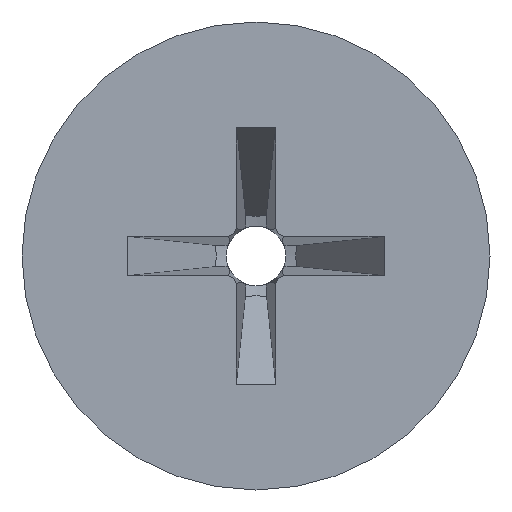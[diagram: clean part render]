
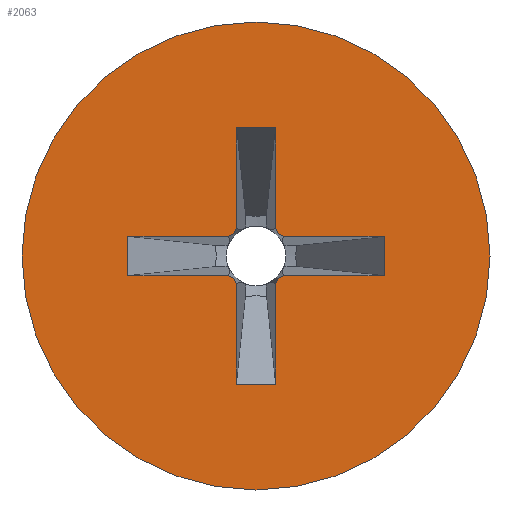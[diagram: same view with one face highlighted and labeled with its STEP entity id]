
A CAD part, left-side view. The second image highlights one B-rep face of the part: STEP entity #2063.
In plain terms, the highlighted planar face has unit normal (-1, 0, 0).
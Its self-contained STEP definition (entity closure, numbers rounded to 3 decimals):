
#115=CARTESIAN_POINT('',(0.,0.,0.));
#116=DIRECTION('',(-1.,0.,0.));
#117=DIRECTION('',(0.,1.,0.));
#118=AXIS2_PLACEMENT_3D('',#115,#116,#117);
#120=CARTESIAN_POINT('',(0.,0.,0.));
#121=DIRECTION('',(1.,0.,0.));
#122=DIRECTION('',(0.,1.,0.));
#123=AXIS2_PLACEMENT_3D('',#120,#121,#122);
#125=DIRECTION('',(0.,0.423,-0.906));
#126=VECTOR('',#125,0.102);
#127=CARTESIAN_POINT('',(0.,-0.396,-0.396));
#128=LINE('',#127,#126);
#129=DIRECTION('',(0.,0.906,-0.423));
#130=VECTOR('',#129,0.102);
#131=CARTESIAN_POINT('',(0.,-0.488,-0.353));
#132=LINE('',#131,#130);
#133=DIRECTION('',(0.,1.,0.));
#134=VECTOR('',#133,1.812);
#135=CARTESIAN_POINT('',(0.,-2.3,-0.353));
#136=LINE('',#135,#134);
#137=DIRECTION('',(0.,0.,-1.));
#138=VECTOR('',#137,0.705);
#139=CARTESIAN_POINT('',(0.,-2.3,0.353));
#140=LINE('',#139,#138);
#141=DIRECTION('',(0.,1.,0.));
#142=VECTOR('',#141,1.812);
#143=CARTESIAN_POINT('',(0.,-2.3,0.353));
#144=LINE('',#143,#142);
#145=DIRECTION('',(0.,0.906,0.423));
#146=VECTOR('',#145,0.102);
#147=CARTESIAN_POINT('',(0.,-0.488,0.353));
#148=LINE('',#147,#146);
#149=DIRECTION('',(0.,-0.423,-0.906));
#150=VECTOR('',#149,0.102);
#151=CARTESIAN_POINT('',(0.,-0.353,0.488));
#152=LINE('',#151,#150);
#153=DIRECTION('',(0.,0.,-1.));
#154=VECTOR('',#153,1.812);
#155=CARTESIAN_POINT('',(0.,-0.353,2.3));
#156=LINE('',#155,#154);
#157=DIRECTION('',(0.,1.,0.));
#158=VECTOR('',#157,0.705);
#159=CARTESIAN_POINT('',(0.,-0.353,2.3));
#160=LINE('',#159,#158);
#161=DIRECTION('',(0.,0.,-1.));
#162=VECTOR('',#161,1.812);
#163=CARTESIAN_POINT('',(0.,0.353,2.3));
#164=LINE('',#163,#162);
#165=DIRECTION('',(0.,0.423,-0.906));
#166=VECTOR('',#165,0.102);
#167=CARTESIAN_POINT('',(0.,0.353,0.488));
#168=LINE('',#167,#166);
#169=DIRECTION('',(0.,0.906,-0.423));
#170=VECTOR('',#169,0.102);
#171=CARTESIAN_POINT('',(0.,0.396,0.396));
#172=LINE('',#171,#170);
#173=DIRECTION('',(0.,1.,0.));
#174=VECTOR('',#173,1.812);
#175=CARTESIAN_POINT('',(0.,0.488,0.353));
#176=LINE('',#175,#174);
#177=DIRECTION('',(0.,0.,-1.));
#178=VECTOR('',#177,0.705);
#179=CARTESIAN_POINT('',(0.,2.3,0.353));
#180=LINE('',#179,#178);
#181=DIRECTION('',(0.,1.,0.));
#182=VECTOR('',#181,1.812);
#183=CARTESIAN_POINT('',(0.,0.488,-0.353));
#184=LINE('',#183,#182);
#185=DIRECTION('',(0.,0.906,0.423));
#186=VECTOR('',#185,0.102);
#187=CARTESIAN_POINT('',(0.,0.396,-0.396));
#188=LINE('',#187,#186);
#189=DIRECTION('',(0.,-0.423,-0.906));
#190=VECTOR('',#189,0.102);
#191=CARTESIAN_POINT('',(0.,0.396,-0.396));
#192=LINE('',#191,#190);
#193=DIRECTION('',(0.,0.,-1.));
#194=VECTOR('',#193,1.812);
#195=CARTESIAN_POINT('',(0.,0.353,-0.488));
#196=LINE('',#195,#194);
#197=DIRECTION('',(0.,1.,0.));
#198=VECTOR('',#197,0.705);
#199=CARTESIAN_POINT('',(0.,-0.353,-2.3));
#200=LINE('',#199,#198);
#201=DIRECTION('',(0.,0.,-1.));
#202=VECTOR('',#201,1.812);
#203=CARTESIAN_POINT('',(0.,-0.353,-0.488));
#204=LINE('',#203,#202);
#1895=CARTESIAN_POINT('',(0.,4.2,0.));
#1897=VERTEX_POINT('',#1895);
#1899=CARTESIAN_POINT('',(0.,-4.2,0.));
#1901=VERTEX_POINT('',#1899);
#1938=CARTESIAN_POINT('',(0.,-0.396,-0.396));
#1939=CARTESIAN_POINT('',(0.,-0.353,-0.488));
#1940=VERTEX_POINT('',#1938);
#1941=VERTEX_POINT('',#1939);
#1942=CARTESIAN_POINT('',(0.,-0.488,-0.353));
#1943=VERTEX_POINT('',#1942);
#1944=CARTESIAN_POINT('',(0.,-2.3,-0.353));
#1945=VERTEX_POINT('',#1944);
#1946=CARTESIAN_POINT('',(0.,-2.3,0.353));
#1947=VERTEX_POINT('',#1946);
#1948=CARTESIAN_POINT('',(0.,-0.488,0.353));
#1949=VERTEX_POINT('',#1948);
#1950=CARTESIAN_POINT('',(0.,-0.396,0.396));
#1951=VERTEX_POINT('',#1950);
#1952=CARTESIAN_POINT('',(0.,-0.353,0.488));
#1953=VERTEX_POINT('',#1952);
#1954=CARTESIAN_POINT('',(0.,-0.353,2.3));
#1955=VERTEX_POINT('',#1954);
#1956=CARTESIAN_POINT('',(0.,0.353,2.3));
#1957=VERTEX_POINT('',#1956);
#1958=CARTESIAN_POINT('',(0.,0.353,0.488));
#1959=VERTEX_POINT('',#1958);
#1960=CARTESIAN_POINT('',(0.,0.396,0.396));
#1961=VERTEX_POINT('',#1960);
#1962=CARTESIAN_POINT('',(0.,0.488,0.353));
#1963=VERTEX_POINT('',#1962);
#1964=CARTESIAN_POINT('',(0.,2.3,0.353));
#1965=VERTEX_POINT('',#1964);
#1966=CARTESIAN_POINT('',(0.,2.3,-0.353));
#1967=VERTEX_POINT('',#1966);
#1968=CARTESIAN_POINT('',(0.,0.488,-0.353));
#1969=VERTEX_POINT('',#1968);
#1970=CARTESIAN_POINT('',(0.,0.396,-0.396));
#1971=VERTEX_POINT('',#1970);
#1972=CARTESIAN_POINT('',(0.,0.353,-0.488));
#1973=VERTEX_POINT('',#1972);
#1974=CARTESIAN_POINT('',(0.,0.353,-2.3));
#1975=VERTEX_POINT('',#1974);
#1976=CARTESIAN_POINT('',(0.,-0.353,-2.3));
#1977=VERTEX_POINT('',#1976);
#2010=CARTESIAN_POINT('',(0.,0.,0.));
#2011=DIRECTION('',(1.,0.,0.));
#2012=DIRECTION('',(0.,-1.,0.));
#2013=AXIS2_PLACEMENT_3D('',#2010,#2011,#2012);
#2014=PLANE('',#2013);
#2016=ORIENTED_EDGE('',*,*,#2015,.F.);
#2018=ORIENTED_EDGE('',*,*,#2017,.T.);
#2019=EDGE_LOOP('',(#2016,#2018));
#2020=FACE_OUTER_BOUND('',#2019,.F.);
#2022=ORIENTED_EDGE('',*,*,#2021,.F.);
#2024=ORIENTED_EDGE('',*,*,#2023,.F.);
#2026=ORIENTED_EDGE('',*,*,#2025,.F.);
#2028=ORIENTED_EDGE('',*,*,#2027,.F.);
#2030=ORIENTED_EDGE('',*,*,#2029,.T.);
#2032=ORIENTED_EDGE('',*,*,#2031,.T.);
#2034=ORIENTED_EDGE('',*,*,#2033,.F.);
#2036=ORIENTED_EDGE('',*,*,#2035,.F.);
#2038=ORIENTED_EDGE('',*,*,#2037,.T.);
#2040=ORIENTED_EDGE('',*,*,#2039,.T.);
#2042=ORIENTED_EDGE('',*,*,#2041,.T.);
#2044=ORIENTED_EDGE('',*,*,#2043,.T.);
#2046=ORIENTED_EDGE('',*,*,#2045,.T.);
#2048=ORIENTED_EDGE('',*,*,#2047,.T.);
#2050=ORIENTED_EDGE('',*,*,#2049,.F.);
#2052=ORIENTED_EDGE('',*,*,#2051,.F.);
#2054=ORIENTED_EDGE('',*,*,#2053,.T.);
#2056=ORIENTED_EDGE('',*,*,#2055,.T.);
#2058=ORIENTED_EDGE('',*,*,#2057,.F.);
#2060=ORIENTED_EDGE('',*,*,#2059,.F.);
#2061=EDGE_LOOP('',(#2022,#2024,#2026,#2028,#2030,#2032,#2034,#2036,#2038,#2040,
#2042,#2044,#2046,#2048,#2050,#2052,#2054,#2056,#2058,#2060));
#2062=FACE_BOUND('',#2061,.F.);
#119=CIRCLE('',#118,4.2);
#124=CIRCLE('',#123,4.2);
#2015=EDGE_CURVE('',#1897,#1901,#119,.T.);
#2017=EDGE_CURVE('',#1897,#1901,#124,.T.);
#2021=EDGE_CURVE('',#1940,#1941,#128,.T.);
#2023=EDGE_CURVE('',#1943,#1940,#132,.T.);
#2025=EDGE_CURVE('',#1945,#1943,#136,.T.);
#2027=EDGE_CURVE('',#1947,#1945,#140,.T.);
#2029=EDGE_CURVE('',#1947,#1949,#144,.T.);
#2031=EDGE_CURVE('',#1949,#1951,#148,.T.);
#2033=EDGE_CURVE('',#1953,#1951,#152,.T.);
#2035=EDGE_CURVE('',#1955,#1953,#156,.T.);
#2037=EDGE_CURVE('',#1955,#1957,#160,.T.);
#2039=EDGE_CURVE('',#1957,#1959,#164,.T.);
#2041=EDGE_CURVE('',#1959,#1961,#168,.T.);
#2043=EDGE_CURVE('',#1961,#1963,#172,.T.);
#2045=EDGE_CURVE('',#1963,#1965,#176,.T.);
#2047=EDGE_CURVE('',#1965,#1967,#180,.T.);
#2049=EDGE_CURVE('',#1969,#1967,#184,.T.);
#2051=EDGE_CURVE('',#1971,#1969,#188,.T.);
#2053=EDGE_CURVE('',#1971,#1973,#192,.T.);
#2055=EDGE_CURVE('',#1973,#1975,#196,.T.);
#2057=EDGE_CURVE('',#1977,#1975,#200,.T.);
#2059=EDGE_CURVE('',#1941,#1977,#204,.T.);
#2063=ADVANCED_FACE('',(#2020,#2062),#2014,.F.);
